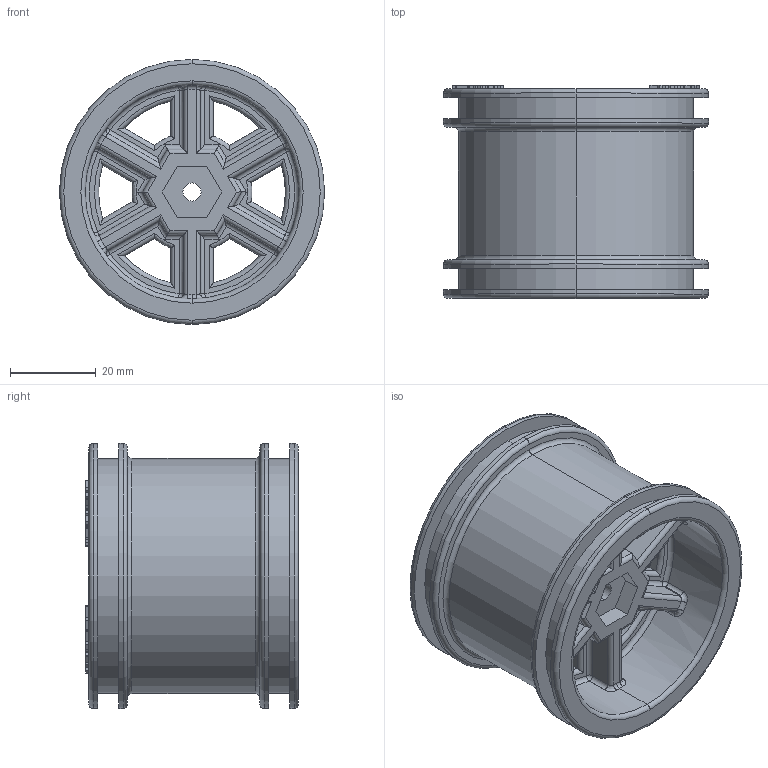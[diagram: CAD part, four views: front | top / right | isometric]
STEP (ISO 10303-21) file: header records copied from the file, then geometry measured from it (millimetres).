
FILE_DESCRIPTION(/* description */ (''),/* implementation_level */ '2;1');
FILE_NAME(/* name */ 'Tetrix_739282_Hub.ipt.stp',/* time_stamp */ '2014-12-18T17:47:56-08:00',/* author */ ('Autodesk Inc.'),/* organization */ ('Autodesk Inc.'),/* preprocessor_version */ 'ST-DEVELOPER v15.6',/* originating_system */ 'Autodesk Inventor 2015',/* authorisation */ '');
FILE_SCHEMA (('AUTOMOTIVE_DESIGN { 1 0 10303 214 3 1 1 }'));
Length unit declared in the file: millimetre
Products named in the file (1): Tetrix_739282_Hub
Bounding box: 62 x 49.8 x 62 mm (x, y, z)
Volume: 37546.2 mm3; surface area: 27168.9 mm2
Topology: 1 solids, 1 shells, 571 faces, 1384 edges, 812 vertices
Faces by surface type: plane 231, cylinder 194, torus 72, bspline 50, sphere 24
Entity records: 19138 total; most frequent: CARTESIAN_POINT 5864, ORIENTED_EDGE 2712, DIRECTION 2532, EDGE_CURVE 1356, AXIS2_PLACEMENT_3D 868, VERTEX_POINT 812, LINE 796, VECTOR 796
